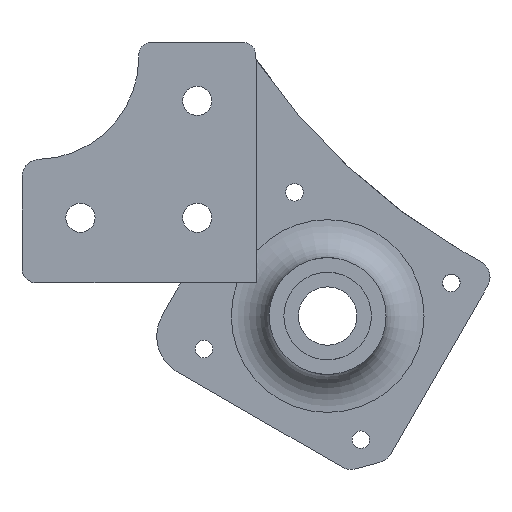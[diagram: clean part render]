
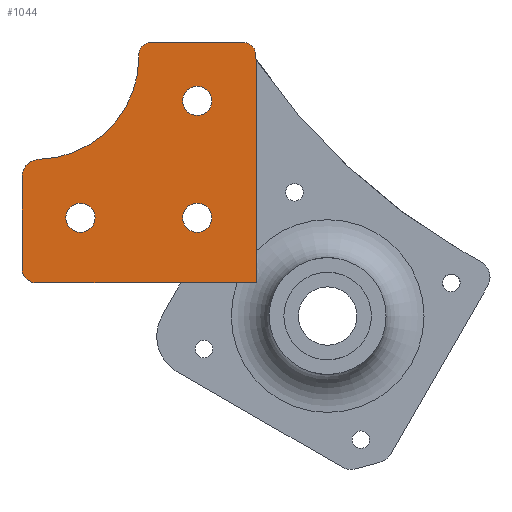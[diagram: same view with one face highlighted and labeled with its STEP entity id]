
A CAD part, front view. The second image highlights one B-rep face of the part: STEP entity #1044.
In plain terms, the highlighted planar face has unit normal (0, -1, 0).
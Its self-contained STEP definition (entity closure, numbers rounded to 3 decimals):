
#56=FACE_BOUND('',#144,.T.);
#57=FACE_BOUND('',#145,.T.);
#58=FACE_BOUND('',#146,.T.);
#59=FACE_BOUND('',#147,.T.);
#60=FACE_BOUND('',#148,.T.);
#61=FACE_BOUND('',#149,.T.);
#62=FACE_BOUND('',#150,.T.);
#63=FACE_BOUND('',#151,.T.);
#87=FACE_OUTER_BOUND('',#143,.T.);
#143=EDGE_LOOP('',(#715,#716,#717,#718,#719,#720,#721,#722,#723,#724,#725,
#726,#727,#728,#729,#730,#731,#732,#733,#734));
#144=EDGE_LOOP('',(#735));
#145=EDGE_LOOP('',(#736));
#146=EDGE_LOOP('',(#737));
#147=EDGE_LOOP('',(#738));
#148=EDGE_LOOP('',(#739));
#149=EDGE_LOOP('',(#740));
#150=EDGE_LOOP('',(#741));
#151=EDGE_LOOP('',(#742));
#230=LINE('',#1566,#313);
#231=LINE('',#1570,#314);
#232=LINE('',#1574,#315);
#233=LINE('',#1580,#316);
#234=LINE('',#1584,#317);
#235=LINE('',#1586,#318);
#236=LINE('',#1590,#319);
#237=LINE('',#1594,#320);
#238=LINE('',#1598,#321);
#239=LINE('',#1601,#322);
#313=VECTOR('',#1241,10.);
#314=VECTOR('',#1244,10.);
#315=VECTOR('',#1247,10.);
#316=VECTOR('',#1252,10.);
#317=VECTOR('',#1255,10.);
#318=VECTOR('',#1256,10.);
#319=VECTOR('',#1259,10.);
#320=VECTOR('',#1262,10.);
#321=VECTOR('',#1265,10.);
#322=VECTOR('',#1268,10.);
#396=CIRCLE('',#1116,107.614);
#397=CIRCLE('',#1117,2.);
#398=CIRCLE('',#1118,2.);
#399=CIRCLE('',#1119,17.5);
#400=CIRCLE('',#1120,3.);
#401=CIRCLE('',#1121,2.5);
#402=CIRCLE('',#1122,7.076);
#403=CIRCLE('',#1123,3.);
#404=CIRCLE('',#1124,3.);
#405=CIRCLE('',#1125,3.);
#406=CIRCLE('',#1126,2.5);
#407=CIRCLE('',#1127,2.5);
#408=CIRCLE('',#1128,2.5);
#409=CIRCLE('',#1129,1.5);
#410=CIRCLE('',#1130,1.5);
#411=CIRCLE('',#1131,1.5);
#412=CIRCLE('',#1132,1.5);
#413=CIRCLE('',#1133,5.);
#460=VERTEX_POINT('',#1562);
#461=VERTEX_POINT('',#1563);
#462=VERTEX_POINT('',#1565);
#463=VERTEX_POINT('',#1567);
#464=VERTEX_POINT('',#1569);
#465=VERTEX_POINT('',#1571);
#466=VERTEX_POINT('',#1573);
#467=VERTEX_POINT('',#1575);
#468=VERTEX_POINT('',#1577);
#469=VERTEX_POINT('',#1579);
#470=VERTEX_POINT('',#1581);
#471=VERTEX_POINT('',#1583);
#472=VERTEX_POINT('',#1585);
#473=VERTEX_POINT('',#1587);
#474=VERTEX_POINT('',#1589);
#475=VERTEX_POINT('',#1591);
#476=VERTEX_POINT('',#1593);
#477=VERTEX_POINT('',#1595);
#478=VERTEX_POINT('',#1597);
#479=VERTEX_POINT('',#1599);
#480=VERTEX_POINT('',#1602);
#481=VERTEX_POINT('',#1604);
#482=VERTEX_POINT('',#1606);
#483=VERTEX_POINT('',#1608);
#484=VERTEX_POINT('',#1610);
#485=VERTEX_POINT('',#1612);
#486=VERTEX_POINT('',#1614);
#487=VERTEX_POINT('',#1616);
#562=EDGE_CURVE('',#460,#461,#396,.T.);
#563=EDGE_CURVE('',#462,#461,#230,.T.);
#564=EDGE_CURVE('',#463,#462,#397,.T.);
#565=EDGE_CURVE('',#464,#463,#231,.T.);
#566=EDGE_CURVE('',#465,#464,#398,.T.);
#567=EDGE_CURVE('',#466,#465,#232,.T.);
#568=EDGE_CURVE('',#467,#466,#399,.T.);
#569=EDGE_CURVE('',#468,#467,#400,.T.);
#570=EDGE_CURVE('',#469,#468,#233,.T.);
#571=EDGE_CURVE('',#470,#469,#401,.T.);
#572=EDGE_CURVE('',#471,#470,#234,.T.);
#573=EDGE_CURVE('',#472,#471,#235,.T.);
#574=EDGE_CURVE('',#473,#472,#402,.T.);
#575=EDGE_CURVE('',#474,#473,#236,.T.);
#576=EDGE_CURVE('',#475,#474,#403,.T.);
#577=EDGE_CURVE('',#476,#475,#237,.T.);
#578=EDGE_CURVE('',#477,#476,#404,.T.);
#579=EDGE_CURVE('',#478,#477,#238,.T.);
#580=EDGE_CURVE('',#479,#478,#405,.T.);
#581=EDGE_CURVE('',#460,#479,#239,.T.);
#582=EDGE_CURVE('',#480,#480,#406,.T.);
#583=EDGE_CURVE('',#481,#481,#407,.T.);
#584=EDGE_CURVE('',#482,#482,#408,.T.);
#585=EDGE_CURVE('',#483,#483,#409,.T.);
#586=EDGE_CURVE('',#484,#484,#410,.T.);
#587=EDGE_CURVE('',#485,#485,#411,.T.);
#588=EDGE_CURVE('',#486,#486,#412,.T.);
#589=EDGE_CURVE('',#487,#487,#413,.T.);
#715=ORIENTED_EDGE('',*,*,#562,.T.);
#716=ORIENTED_EDGE('',*,*,#563,.F.);
#717=ORIENTED_EDGE('',*,*,#564,.F.);
#718=ORIENTED_EDGE('',*,*,#565,.F.);
#719=ORIENTED_EDGE('',*,*,#566,.F.);
#720=ORIENTED_EDGE('',*,*,#567,.F.);
#721=ORIENTED_EDGE('',*,*,#568,.F.);
#722=ORIENTED_EDGE('',*,*,#569,.F.);
#723=ORIENTED_EDGE('',*,*,#570,.F.);
#724=ORIENTED_EDGE('',*,*,#571,.F.);
#725=ORIENTED_EDGE('',*,*,#572,.F.);
#726=ORIENTED_EDGE('',*,*,#573,.F.);
#727=ORIENTED_EDGE('',*,*,#574,.F.);
#728=ORIENTED_EDGE('',*,*,#575,.F.);
#729=ORIENTED_EDGE('',*,*,#576,.F.);
#730=ORIENTED_EDGE('',*,*,#577,.F.);
#731=ORIENTED_EDGE('',*,*,#578,.F.);
#732=ORIENTED_EDGE('',*,*,#579,.F.);
#733=ORIENTED_EDGE('',*,*,#580,.F.);
#734=ORIENTED_EDGE('',*,*,#581,.F.);
#735=ORIENTED_EDGE('',*,*,#582,.F.);
#736=ORIENTED_EDGE('',*,*,#583,.F.);
#737=ORIENTED_EDGE('',*,*,#584,.F.);
#738=ORIENTED_EDGE('',*,*,#585,.F.);
#739=ORIENTED_EDGE('',*,*,#586,.T.);
#740=ORIENTED_EDGE('',*,*,#587,.F.);
#741=ORIENTED_EDGE('',*,*,#588,.F.);
#742=ORIENTED_EDGE('',*,*,#589,.F.);
#1021=PLANE('',#1115);
#1044=ADVANCED_FACE('',(#87,#56,#57,#58,#59,#60,#61,#62,#63),#1021,.T.);
#1115=AXIS2_PLACEMENT_3D('',#1561,#1237,#1238);
#1116=AXIS2_PLACEMENT_3D('',#1564,#1239,#1240);
#1117=AXIS2_PLACEMENT_3D('',#1568,#1242,#1243);
#1118=AXIS2_PLACEMENT_3D('',#1572,#1245,#1246);
#1119=AXIS2_PLACEMENT_3D('',#1576,#1248,#1249);
#1120=AXIS2_PLACEMENT_3D('',#1578,#1250,#1251);
#1121=AXIS2_PLACEMENT_3D('',#1582,#1253,#1254);
#1122=AXIS2_PLACEMENT_3D('',#1588,#1257,#1258);
#1123=AXIS2_PLACEMENT_3D('',#1592,#1260,#1261);
#1124=AXIS2_PLACEMENT_3D('',#1596,#1263,#1264);
#1125=AXIS2_PLACEMENT_3D('',#1600,#1266,#1267);
#1126=AXIS2_PLACEMENT_3D('',#1603,#1269,#1270);
#1127=AXIS2_PLACEMENT_3D('',#1605,#1271,#1272);
#1128=AXIS2_PLACEMENT_3D('',#1607,#1273,#1274);
#1129=AXIS2_PLACEMENT_3D('',#1609,#1275,#1276);
#1130=AXIS2_PLACEMENT_3D('',#1611,#1277,#1278);
#1131=AXIS2_PLACEMENT_3D('',#1613,#1279,#1280);
#1132=AXIS2_PLACEMENT_3D('',#1615,#1281,#1282);
#1133=AXIS2_PLACEMENT_3D('',#1617,#1283,#1284);
#1237=DIRECTION('center_axis',(0.,-1.,0.));
#1238=DIRECTION('ref_axis',(1.,0.,0.));
#1239=DIRECTION('center_axis',(0.,1.,0.));
#1240=DIRECTION('ref_axis',(-0.5,0.,-0.866));
#1241=DIRECTION('',(0.,0.,-1.));
#1242=DIRECTION('center_axis',(0.,1.,0.));
#1243=DIRECTION('ref_axis',(0.,0.,1.));
#1244=DIRECTION('',(1.,0.,0.));
#1245=DIRECTION('center_axis',(0.,1.,0.));
#1246=DIRECTION('ref_axis',(-1.,0.,0.));
#1247=DIRECTION('',(0.,0.,1.));
#1248=DIRECTION('center_axis',(0.,-1.,0.));
#1249=DIRECTION('ref_axis',(1.,0.,0.));
#1250=DIRECTION('center_axis',(0.,1.,0.));
#1251=DIRECTION('ref_axis',(1.,0.,0.));
#1252=DIRECTION('',(0.,0.,1.));
#1253=DIRECTION('center_axis',(0.,1.,0.));
#1254=DIRECTION('ref_axis',(0.,0.,-1.));
#1255=DIRECTION('',(-1.,0.,0.));
#1256=DIRECTION('',(0.492,0.,0.871));
#1257=DIRECTION('center_axis',(0.,1.,0.));
#1258=DIRECTION('ref_axis',(-0.5,0.,-0.866));
#1259=DIRECTION('',(-0.866,0.,0.5));
#1260=DIRECTION('center_axis',(0.,1.,0.));
#1261=DIRECTION('ref_axis',(0.259,0.,-0.966));
#1262=DIRECTION('',(-0.966,0.,-0.259));
#1263=DIRECTION('center_axis',(0.,1.,0.));
#1264=DIRECTION('ref_axis',(0.866,0.,-0.5));
#1265=DIRECTION('',(-0.5,0.,-0.866));
#1266=DIRECTION('center_axis',(0.,1.,0.));
#1267=DIRECTION('ref_axis',(0.5,0.,0.866));
#1268=DIRECTION('',(0.866,0.,-0.5));
#1269=DIRECTION('center_axis',(0.,-1.,0.));
#1270=DIRECTION('ref_axis',(-1.,0.,0.));
#1271=DIRECTION('center_axis',(0.,-1.,0.));
#1272=DIRECTION('ref_axis',(-1.,0.,0.));
#1273=DIRECTION('center_axis',(0.,-1.,0.));
#1274=DIRECTION('ref_axis',(1.,0.,0.));
#1275=DIRECTION('center_axis',(0.,-1.,0.));
#1276=DIRECTION('ref_axis',(1.,0.,0.));
#1277=DIRECTION('center_axis',(0.,1.,0.));
#1278=DIRECTION('ref_axis',(0.866,0.,-0.5));
#1279=DIRECTION('center_axis',(0.,-1.,0.));
#1280=DIRECTION('ref_axis',(0.866,0.,-0.5));
#1281=DIRECTION('center_axis',(0.,-1.,0.));
#1282=DIRECTION('ref_axis',(0.866,0.,-0.5));
#1283=DIRECTION('center_axis',(0.,-1.,0.));
#1284=DIRECTION('ref_axis',(1.,0.,0.));
#1561=CARTESIAN_POINT('Origin',(0.,-2.,0.));
#1562=CARTESIAN_POINT('',(13.168,-2.,5.472));
#1563=CARTESIAN_POINT('',(-22.15,-2.,38.358));
#1564=CARTESIAN_POINT('Origin',(66.975,-2.,98.668));
#1565=CARTESIAN_POINT('',(-22.15,-2.,39.15));
#1566=CARTESIAN_POINT('',(-22.15,-2.,38.358));
#1567=CARTESIAN_POINT('',(-24.15,-2.,41.15));
#1568=CARTESIAN_POINT('Origin',(-24.15,-2.,39.15));
#1569=CARTESIAN_POINT('',(-40.15,-2.,41.15));
#1570=CARTESIAN_POINT('',(-24.15,-2.,41.15));
#1571=CARTESIAN_POINT('',(-42.15,-2.,39.15));
#1572=CARTESIAN_POINT('Origin',(-40.15,-2.,39.15));
#1573=CARTESIAN_POINT('',(-42.15,-2.,38.65));
#1574=CARTESIAN_POINT('',(-42.15,-2.,38.65));
#1575=CARTESIAN_POINT('',(-59.223,-2.,21.155));
#1576=CARTESIAN_POINT('Origin',(-59.65,-2.,38.65));
#1577=CARTESIAN_POINT('',(-62.15,-2.,18.156));
#1578=CARTESIAN_POINT('Origin',(-59.15,-2.,18.156));
#1579=CARTESIAN_POINT('',(-62.15,-2.,2.5));
#1580=CARTESIAN_POINT('',(-62.15,-2.,-21.15));
#1581=CARTESIAN_POINT('',(-59.65,-2.,0.));
#1582=CARTESIAN_POINT('Origin',(-59.65,-2.,2.5));
#1583=CARTESIAN_POINT('',(-35.,-2.,0.));
#1584=CARTESIAN_POINT('',(-17.5,-2.,0.));
#1585=CARTESIAN_POINT('',(-38.181,-2.,-5.632));
#1586=CARTESIAN_POINT('',(-38.181,-2.,-5.632));
#1587=CARTESIAN_POINT('',(-35.557,-2.,-15.24));
#1588=CARTESIAN_POINT('Origin',(-32.019,-2.,-9.112));
#1589=CARTESIAN_POINT('',(-7.318,-2.,-31.544));
#1590=CARTESIAN_POINT('',(-7.318,-2.,-31.544));
#1591=CARTESIAN_POINT('',(-5.042,-2.,-31.843));
#1592=CARTESIAN_POINT('Origin',(-5.818,-2.,-28.945));
#1593=CARTESIAN_POINT('',(-0.885,-2.,-30.73));
#1594=CARTESIAN_POINT('',(-0.885,-2.,-30.73));
#1595=CARTESIAN_POINT('',(0.936,-2.,-29.332));
#1596=CARTESIAN_POINT('Origin',(-1.662,-2.,-27.832));
#1597=CARTESIAN_POINT('',(17.565,-2.,-0.53));
#1598=CARTESIAN_POINT('',(17.565,-2.,-0.53));
#1599=CARTESIAN_POINT('',(16.467,-2.,3.568));
#1600=CARTESIAN_POINT('Origin',(14.967,-2.,0.97));
#1601=CARTESIAN_POINT('',(9.415,-2.,7.639));
#1602=CARTESIAN_POINT('',(-29.65,-2.,11.15));
#1603=CARTESIAN_POINT('Origin',(-32.15,-2.,11.15));
#1604=CARTESIAN_POINT('',(-49.65,-2.,11.15));
#1605=CARTESIAN_POINT('Origin',(-52.15,-2.,11.15));
#1606=CARTESIAN_POINT('',(-34.65,-2.,31.15));
#1607=CARTESIAN_POINT('Origin',(-32.15,-2.,31.15));
#1608=CARTESIAN_POINT('',(-17.,-2.,15.5));
#1609=CARTESIAN_POINT('Origin',(-15.5,-2.,15.5));
#1610=CARTESIAN_POINT('',(10.048,-2.,0.75));
#1611=CARTESIAN_POINT('Origin',(11.347,-2.,0.));
#1612=CARTESIAN_POINT('',(-5.452,-2.,-26.097));
#1613=CARTESIAN_POINT('Origin',(-4.153,-2.,-26.847));
#1614=CARTESIAN_POINT('',(-32.299,-2.,-10.597));
#1615=CARTESIAN_POINT('Origin',(-31.,-2.,-11.347));
#1616=CARTESIAN_POINT('',(-14.827,-2.,-5.673));
#1617=CARTESIAN_POINT('Origin',(-9.827,-2.,-5.673));
